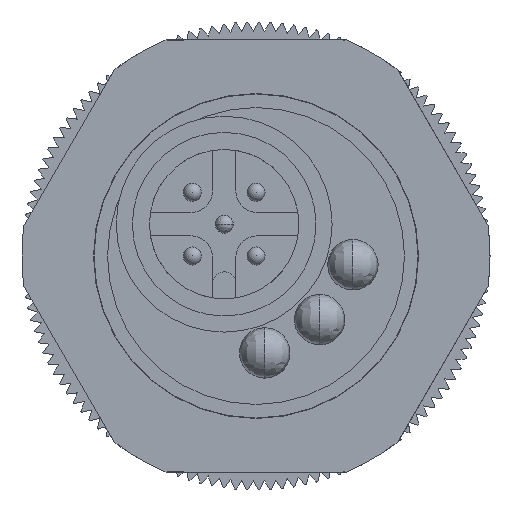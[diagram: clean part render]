
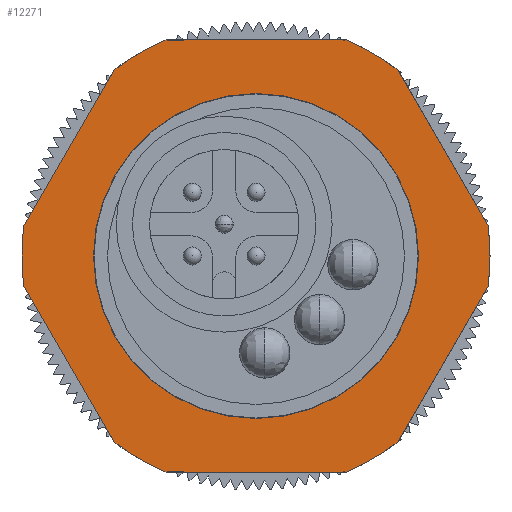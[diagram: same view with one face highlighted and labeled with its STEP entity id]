
A CAD part, left-side view. The second image highlights one B-rep face of the part: STEP entity #12271.
In plain terms, the highlighted face is planar.
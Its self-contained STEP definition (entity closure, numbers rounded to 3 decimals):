
#3109 = DIRECTION ( 'NONE',  ( -1., 0., 0. ) ) ;
#3110 = CARTESIAN_POINT ( 'NONE',  ( 0., 0., 0. ) ) ;
#3111 = AXIS2_PLACEMENT_3D ( 'NONE', #3110, #3109, #3169 ) ;
#3112 = CIRCLE ( 'NONE', #3111, 13. ) ;
#3155 = CARTESIAN_POINT ( 'NONE',  ( 0., 13., 0. ) ) ;
#3161 = CARTESIAN_POINT ( 'NONE',  ( 0., 12.892, -1.67 ) ) ;
#3169 = DIRECTION ( 'NONE',  ( 0., 1., 0. ) ) ;
#3204 = CARTESIAN_POINT ( 'NONE',  ( 0., 9.025, 0. ) ) ;
#3213 = DIRECTION ( 'NONE',  ( 0., 1., 0. ) ) ;
#3214 = DIRECTION ( 'NONE',  ( -1., 0., 0. ) ) ;
#3215 = CARTESIAN_POINT ( 'NONE',  ( 0., 0., 0. ) ) ;
#3216 = AXIS2_PLACEMENT_3D ( 'NONE', #3215, #3214, #3213 ) ;
#3217 = CIRCLE ( 'NONE', #3216, 9.025 ) ;
#3228 = CARTESIAN_POINT ( 'NONE',  ( 0., -9.025, 0. ) ) ;
#6900 = CARTESIAN_POINT ( 'NONE',  ( 0., 5., 12. ) ) ;
#6986 = CARTESIAN_POINT ( 'NONE',  ( 0., -5., 12. ) ) ;
#7034 = DIRECTION ( 'NONE',  ( 0., 1., 0. ) ) ;
#7035 = DIRECTION ( 'NONE',  ( 1., 0., 0. ) ) ;
#7036 = CARTESIAN_POINT ( 'NONE',  ( 0., 0., 0. ) ) ;
#7037 = AXIS2_PLACEMENT_3D ( 'NONE', #7036, #7035, #7034 ) ;
#7038 = CIRCLE ( 'NONE', #7037, 13. ) ;
#7099 = CARTESIAN_POINT ( 'NONE',  ( 0., 7.892, 10.33 ) ) ;
#7119 = CARTESIAN_POINT ( 'NONE',  ( 0., -7.892, 10.33 ) ) ;
#7190 = DIRECTION ( 'NONE',  ( 0., -1., 0. ) ) ;
#7191 = VECTOR ( 'NONE', #7190, 1000. ) ;
#7192 = CARTESIAN_POINT ( 'NONE',  ( 0., 0., 12. ) ) ;
#7193 = LINE ( 'NONE', #7192, #7191 ) ;
#9350 = EDGE_CURVE ( 'NONE', #9360, #9356, #3112, .T. ) ;
#9356 = VERTEX_POINT ( 'NONE', #3161 ) ;
#9360 = VERTEX_POINT ( 'NONE', #3155 ) ;
#9394 = VERTEX_POINT ( 'NONE', #3228 ) ;
#9403 = EDGE_CURVE ( 'NONE', #9408, #9394, #3217, .T. ) ;
#9408 = VERTEX_POINT ( 'NONE', #3204 ) ;
#11484 = VERTEX_POINT ( 'NONE', #6900 ) ;
#11540 = VERTEX_POINT ( 'NONE', #6986 ) ;
#11555 = EDGE_CURVE ( 'NONE', #11601, #11484, #7038, .T. ) ;
#11601 = VERTEX_POINT ( 'NONE', #7099 ) ;
#11639 = VERTEX_POINT ( 'NONE', #7119 ) ;
#11673 = EDGE_CURVE ( 'NONE', #11484, #11540, #7193, .T. ) ;
#12060 = VERTEX_POINT ( 'NONE', #14425 ) ;
#12071 = VERTEX_POINT ( 'NONE', #14477 ) ;
#12074 = EDGE_CURVE ( 'NONE', #13214, #12071, #14475, .T. ) ;
#12138 = EDGE_CURVE ( 'NONE', #12060, #11601, #14531, .T. ) ;
#12229 = ORIENTED_EDGE ( 'NONE', *, *, #13041, .T. ) ;
#12230 = ORIENTED_EDGE ( 'NONE', *, *, #9403, .T. ) ;
#12232 = ORIENTED_EDGE ( 'NONE', *, *, #12388, .T. ) ;
#12234 = ORIENTED_EDGE ( 'NONE', *, *, #13251, .T. ) ;
#12271 = ADVANCED_FACE ( 'NONE', ( #14639, #14638 ), #14701, .T. ) ;
#12285 = ORIENTED_EDGE ( 'NONE', *, *, #9350, .F. ) ;
#12288 = EDGE_CURVE ( 'NONE', #12060, #9360, #14676, .T. ) ;
#12289 = ORIENTED_EDGE ( 'NONE', *, *, #13139, .T. ) ;
#12295 = ORIENTED_EDGE ( 'NONE', *, *, #12288, .F. ) ;
#12299 = ORIENTED_EDGE ( 'NONE', *, *, #12301, .T. ) ;
#12301 = EDGE_CURVE ( 'NONE', #9394, #9408, #14731, .T. ) ;
#12303 = ORIENTED_EDGE ( 'NONE', *, *, #12781, .T. ) ;
#12307 = ORIENTED_EDGE ( 'NONE', *, *, #12364, .T. ) ;
#12308 = EDGE_LOOP ( 'NONE', ( #12230, #12299 ) ) ;
#12311 = ORIENTED_EDGE ( 'NONE', *, *, #11555, .T. ) ;
#12318 = ORIENTED_EDGE ( 'NONE', *, *, #11673, .T. ) ;
#12339 = ORIENTED_EDGE ( 'NONE', *, *, #12074, .T. ) ;
#12359 = ORIENTED_EDGE ( 'NONE', *, *, #12138, .T. ) ;
#12364 = EDGE_CURVE ( 'NONE', #11639, #12397, #14807, .T. ) ;
#12386 = EDGE_LOOP ( 'NONE', ( #12289, #12234, #12339, #12468, #12285, #12295, #12359, #12311, #12318, #12232, #12307, #12303, #12229 ) ) ;
#12388 = EDGE_CURVE ( 'NONE', #11540, #11639, #14893, .T. ) ;
#12397 = VERTEX_POINT ( 'NONE', #14877 ) ;
#12468 = ORIENTED_EDGE ( 'NONE', *, *, #12470, .F. ) ;
#12470 = EDGE_CURVE ( 'NONE', #9356, #12071, #14940, .T. ) ;
#12781 = EDGE_CURVE ( 'NONE', #12397, #12814, #15377, .T. ) ;
#12814 = VERTEX_POINT ( 'NONE', #15353 ) ;
#13007 = VERTEX_POINT ( 'NONE', #15475 ) ;
#13041 = EDGE_CURVE ( 'NONE', #12814, #13007, #15569, .T. ) ;
#13137 = VERTEX_POINT ( 'NONE', #15641 ) ;
#13139 = EDGE_CURVE ( 'NONE', #13007, #13137, #15638, .T. ) ;
#13214 = VERTEX_POINT ( 'NONE', #15737 ) ;
#13251 = EDGE_CURVE ( 'NONE', #13137, #13214, #15809, .T. ) ;
#14425 = CARTESIAN_POINT ( 'NONE',  ( 0., 12.892, 1.67 ) ) ;
#14471 = DIRECTION ( 'NONE',  ( 0., 1., 0. ) ) ;
#14472 = DIRECTION ( 'NONE',  ( 1., 0., 0. ) ) ;
#14473 = CARTESIAN_POINT ( 'NONE',  ( 0., 0., 0. ) ) ;
#14474 = AXIS2_PLACEMENT_3D ( 'NONE', #14473, #14472, #14471 ) ;
#14475 = CIRCLE ( 'NONE', #14474, 13. ) ;
#14477 = CARTESIAN_POINT ( 'NONE',  ( 0., 7.892, -10.33 ) ) ;
#14528 = DIRECTION ( 'NONE',  ( 0., -0.5, 0.866 ) ) ;
#14529 = VECTOR ( 'NONE', #14528, 1000. ) ;
#14530 = CARTESIAN_POINT ( 'NONE',  ( 0., 12.892, 1.67 ) ) ;
#14531 = LINE ( 'NONE', #14530, #14529 ) ;
#14638 = FACE_BOUND ( 'NONE', #12308, .T. ) ;
#14639 = FACE_OUTER_BOUND ( 'NONE', #12386, .T. ) ;
#14672 = DIRECTION ( 'NONE',  ( 0., 1., 0. ) ) ;
#14673 = DIRECTION ( 'NONE',  ( -1., 0., 0. ) ) ;
#14674 = CARTESIAN_POINT ( 'NONE',  ( 0., 0., 0. ) ) ;
#14675 = AXIS2_PLACEMENT_3D ( 'NONE', #14674, #14673, #14672 ) ;
#14676 = CIRCLE ( 'NONE', #14675, 13. ) ;
#14697 = DIRECTION ( 'NONE',  ( 0., 1., 0. ) ) ;
#14698 = DIRECTION ( 'NONE',  ( 1., 0., 0. ) ) ;
#14699 = CARTESIAN_POINT ( 'NONE',  ( 0., 0., 0. ) ) ;
#14700 = AXIS2_PLACEMENT_3D ( 'NONE', #14699, #14698, #14697 ) ;
#14701 = PLANE ( 'NONE',  #14700 ) ;
#14727 = DIRECTION ( 'NONE',  ( 0., 1., 0. ) ) ;
#14728 = DIRECTION ( 'NONE',  ( -1., 0., 0. ) ) ;
#14729 = CARTESIAN_POINT ( 'NONE',  ( 0., 0., 0. ) ) ;
#14730 = AXIS2_PLACEMENT_3D ( 'NONE', #14729, #14728, #14727 ) ;
#14731 = CIRCLE ( 'NONE', #14730, 9.025 ) ;
#14804 = DIRECTION ( 'NONE',  ( 0., -0.5, -0.866 ) ) ;
#14805 = VECTOR ( 'NONE', #14804, 1000. ) ;
#14806 = CARTESIAN_POINT ( 'NONE',  ( 0., -7.892, 10.33 ) ) ;
#14807 = LINE ( 'NONE', #14806, #14805 ) ;
#14877 = CARTESIAN_POINT ( 'NONE',  ( 0., -12.892, 1.67 ) ) ;
#14889 = DIRECTION ( 'NONE',  ( 0., 1., 0. ) ) ;
#14890 = DIRECTION ( 'NONE',  ( 1., 0., 0. ) ) ;
#14891 = CARTESIAN_POINT ( 'NONE',  ( 0., 0., 0. ) ) ;
#14892 = AXIS2_PLACEMENT_3D ( 'NONE', #14891, #14890, #14889 ) ;
#14893 = CIRCLE ( 'NONE', #14892, 13. ) ;
#14937 = DIRECTION ( 'NONE',  ( 0., -0.5, -0.866 ) ) ;
#14938 = VECTOR ( 'NONE', #14937, 1000. ) ;
#14939 = CARTESIAN_POINT ( 'NONE',  ( 0., 6.928, -12. ) ) ;
#14940 = LINE ( 'NONE', #14939, #14938 ) ;
#15120 = DIRECTION ( 'NONE',  ( 1., 0., 0. ) ) ;
#15121 = CARTESIAN_POINT ( 'NONE',  ( 0., 0., 0. ) ) ;
#15319 = CARTESIAN_POINT ( 'NONE',  ( 0., 0., 0. ) ) ;
#15353 = CARTESIAN_POINT ( 'NONE',  ( 0., -12.892, -1.67 ) ) ;
#15374 = DIRECTION ( 'NONE',  ( 0., 1., 0. ) ) ;
#15375 = DIRECTION ( 'NONE',  ( 1., 0., 0. ) ) ;
#15376 = AXIS2_PLACEMENT_3D ( 'NONE', #15319, #15375, #15374 ) ;
#15377 = CIRCLE ( 'NONE', #15376, 13. ) ;
#15385 = DIRECTION ( 'NONE',  ( 0., 1., 0. ) ) ;
#15475 = CARTESIAN_POINT ( 'NONE',  ( 0., -7.892, -10.33 ) ) ;
#15566 = DIRECTION ( 'NONE',  ( 0., 0.5, -0.866 ) ) ;
#15567 = VECTOR ( 'NONE', #15566, 1000. ) ;
#15568 = CARTESIAN_POINT ( 'NONE',  ( 0., -12.892, -1.67 ) ) ;
#15569 = LINE ( 'NONE', #15568, #15567 ) ;
#15637 = AXIS2_PLACEMENT_3D ( 'NONE', #15121, #15120, #15385 ) ;
#15638 = CIRCLE ( 'NONE', #15637, 13. ) ;
#15641 = CARTESIAN_POINT ( 'NONE',  ( 0., -5., -12. ) ) ;
#15737 = CARTESIAN_POINT ( 'NONE',  ( 0., 5., -12. ) ) ;
#15806 = DIRECTION ( 'NONE',  ( 0., 1., 0. ) ) ;
#15807 = VECTOR ( 'NONE', #15806, 1000. ) ;
#15808 = CARTESIAN_POINT ( 'NONE',  ( 0., 0., -12. ) ) ;
#15809 = LINE ( 'NONE', #15808, #15807 ) ;
